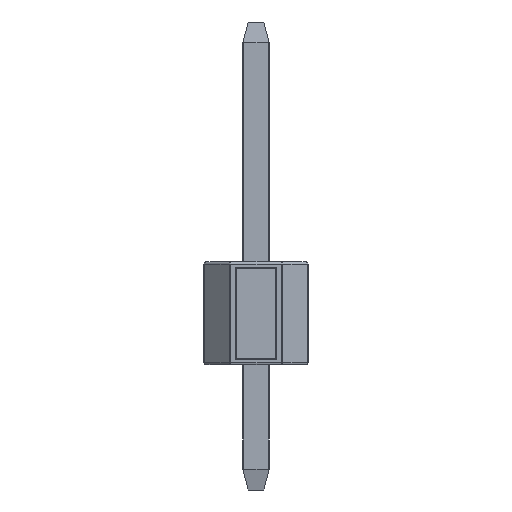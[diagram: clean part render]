
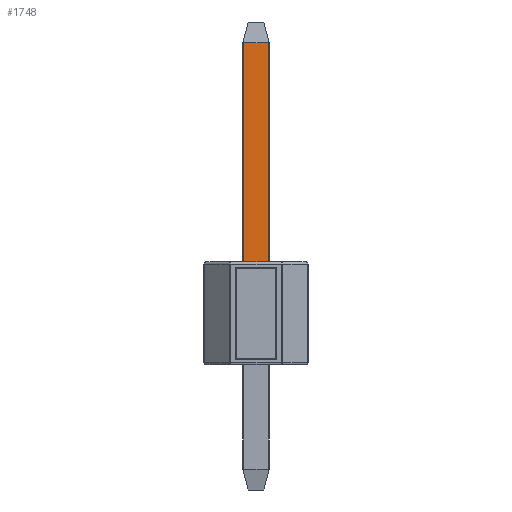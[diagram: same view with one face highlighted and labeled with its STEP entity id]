
A CAD part, left-side view. The second image highlights one B-rep face of the part: STEP entity #1748.
In plain terms, the highlighted planar face has unit normal (-1, 0, 0).
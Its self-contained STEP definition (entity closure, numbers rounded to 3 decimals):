
#399=FACE_OUTER_BOUND('',#493,.T.);
#493=EDGE_LOOP('',(#1438,#1439,#1440,#1441));
#602=LINE('',#2885,#742);
#625=LINE('',#2933,#765);
#626=LINE('',#2935,#766);
#627=LINE('',#2936,#767);
#742=VECTOR('',#2355,10.);
#765=VECTOR('',#2406,10.);
#766=VECTOR('',#2407,10.);
#767=VECTOR('',#2408,10.);
#806=VERTEX_POINT('',#2626);
#809=VERTEX_POINT('',#2633);
#888=VERTEX_POINT('',#2932);
#889=VERTEX_POINT('',#2934);
#1058=EDGE_CURVE('',#809,#806,#602,.T.);
#1081=EDGE_CURVE('',#888,#806,#625,.T.);
#1082=EDGE_CURVE('',#889,#888,#626,.T.);
#1083=EDGE_CURVE('',#809,#889,#627,.T.);
#1438=ORIENTED_EDGE('',*,*,#1058,.T.);
#1439=ORIENTED_EDGE('',*,*,#1081,.F.);
#1440=ORIENTED_EDGE('',*,*,#1082,.F.);
#1441=ORIENTED_EDGE('',*,*,#1083,.F.);
#1571=PLANE('',#1948);
#1748=ADVANCED_FACE('',(#399),#1571,.T.);
#1948=AXIS2_PLACEMENT_3D('',#2931,#2404,#2405);
#2355=DIRECTION('',(0.,-1.,0.));
#2404=DIRECTION('center_axis',(-1.,0.,0.));
#2405=DIRECTION('ref_axis',(0.,0.,1.));
#2406=DIRECTION('',(0.,0.,-1.));
#2407=DIRECTION('',(0.,-1.,0.));
#2408=DIRECTION('',(0.,0.,1.));
#2626=CARTESIAN_POINT('',(-0.32,-0.297,2.5));
#2633=CARTESIAN_POINT('',(-0.32,0.292,2.5));
#2885=CARTESIAN_POINT('',(-0.32,-0.003,2.5));
#2931=CARTESIAN_POINT('Origin',(-0.32,-0.003,2.645));
#2932=CARTESIAN_POINT('',(-0.32,-0.297,7.832));
#2933=CARTESIAN_POINT('',(-0.32,-0.297,5.493));
#2934=CARTESIAN_POINT('',(-0.32,0.292,7.832));
#2935=CARTESIAN_POINT('',(-0.32,0.158,7.832));
#2936=CARTESIAN_POINT('',(-0.32,0.292,-0.202));
